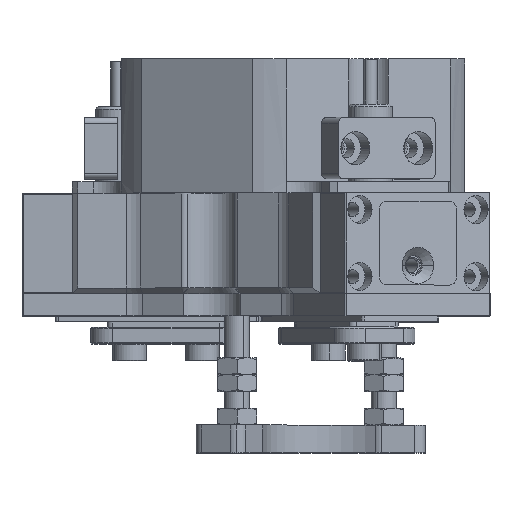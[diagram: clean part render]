
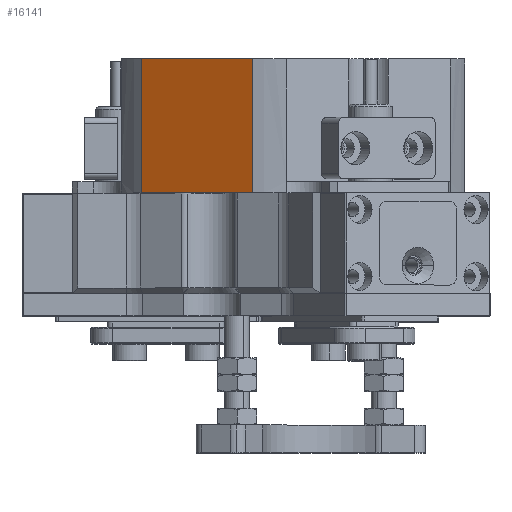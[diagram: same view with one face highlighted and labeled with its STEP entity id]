
A CAD part, top view. The second image highlights one B-rep face of the part: STEP entity #16141.
In plain terms, the highlighted face is planar.
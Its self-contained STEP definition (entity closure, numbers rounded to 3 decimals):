
#2047 = LINE ( 'NONE', #8759, #53510 ) ;
#4727 = EDGE_LOOP ( 'NONE', ( #38119, #7300, #7889, #7920 ) ) ;
#7300 = ORIENTED_EDGE ( 'NONE', *, *, #50434, .T. ) ;
#7608 = CARTESIAN_POINT ( 'NONE',  ( 64.844, -13.894, 8.543 ) ) ;
#7889 = ORIENTED_EDGE ( 'NONE', *, *, #23894, .T. ) ;
#7920 = ORIENTED_EDGE ( 'NONE', *, *, #51736, .T. ) ;
#8137 = VECTOR ( 'NONE', #45465, 1000. ) ;
#8759 = CARTESIAN_POINT ( 'NONE',  ( 54.894, -37.894, 14.287 ) ) ;
#11579 = FACE_OUTER_BOUND ( 'NONE', #4727, .T. ) ;
#11993 = DIRECTION ( 'NONE',  ( 0.5, 0., 0.866 ) ) ;
#12203 = CARTESIAN_POINT ( 'NONE',  ( 33.244, -47.894, 26.787 ) ) ;
#12281 = LINE ( 'NONE', #57844, #15176 ) ;
#13327 = AXIS2_PLACEMENT_3D ( 'NONE', #12203, #11993, #26130 ) ;
#15176 = VECTOR ( 'NONE', #16109, 1000. ) ;
#16109 = DIRECTION ( 'NONE',  ( 0., 1., 0. ) ) ;
#16141 = ADVANCED_FACE ( 'NONE', ( #11579 ), #58190, .F. ) ;
#23894 = EDGE_CURVE ( 'NONE', #25859, #55213, #12281, .T. ) ;
#23904 = DIRECTION ( 'NONE',  ( -0.866, 0., 0.5 ) ) ;
#25192 = CARTESIAN_POINT ( 'NONE',  ( 64.844, -55.894, 8.543 ) ) ;
#25582 = DIRECTION ( 'NONE',  ( 0., -1., 0. ) ) ;
#25859 = VERTEX_POINT ( 'NONE', #54993 ) ;
#26130 = DIRECTION ( 'NONE',  ( 0.866, 0., -0.5 ) ) ;
#36871 = VECTOR ( 'NONE', #25582, 1000. ) ;
#38119 = ORIENTED_EDGE ( 'NONE', *, *, #59848, .T. ) ;
#41452 = VERTEX_POINT ( 'NONE', #7608 ) ;
#43859 = VERTEX_POINT ( 'NONE', #44380 ) ;
#44380 = CARTESIAN_POINT ( 'NONE',  ( 64.844, -37.894, 8.543 ) ) ;
#45465 = DIRECTION ( 'NONE',  ( 0.866, 0., -0.5 ) ) ;
#50434 = EDGE_CURVE ( 'NONE', #43859, #25859, #2047, .T. ) ;
#51736 = EDGE_CURVE ( 'NONE', #55213, #41452, #57468, .T. ) ;
#53510 = VECTOR ( 'NONE', #23904, 1000. ) ;
#54993 = CARTESIAN_POINT ( 'NONE',  ( 44.945, -37.894, 20.032 ) ) ;
#55213 = VERTEX_POINT ( 'NONE', #56831 ) ;
#56496 = LINE ( 'NONE', #25192, #36871 ) ;
#56831 = CARTESIAN_POINT ( 'NONE',  ( 44.945, -13.894, 20.032 ) ) ;
#57468 = LINE ( 'NONE', #59491, #8137 ) ;
#57844 = CARTESIAN_POINT ( 'NONE',  ( 44.945, -55.894, 20.032 ) ) ;
#58190 = PLANE ( 'NONE',  #13327 ) ;
#59491 = CARTESIAN_POINT ( 'NONE',  ( 54.894, -13.894, 14.287 ) ) ;
#59848 = EDGE_CURVE ( 'NONE', #41452, #43859, #56496, .T. ) ;
